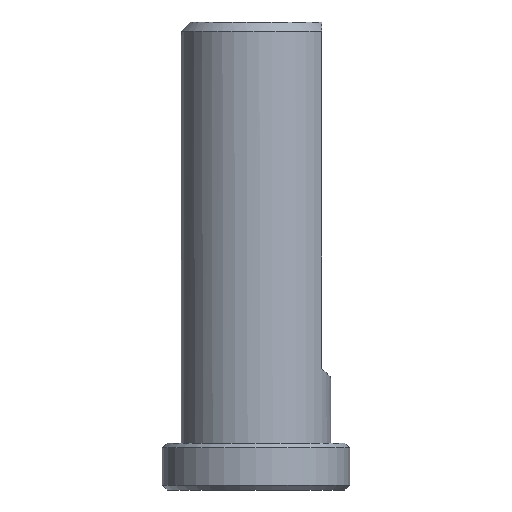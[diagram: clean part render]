
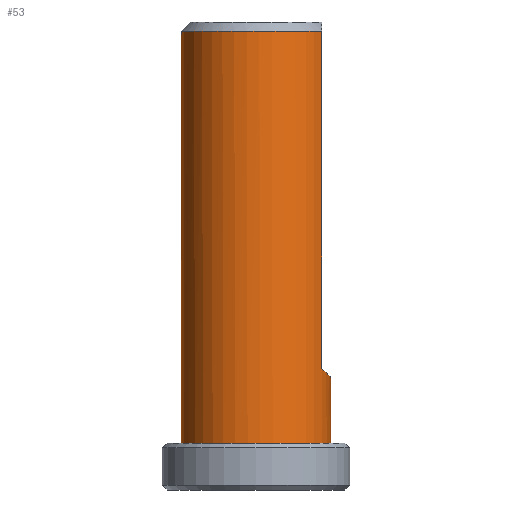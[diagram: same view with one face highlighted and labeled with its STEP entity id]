
A CAD part, left-side view. The second image highlights one B-rep face of the part: STEP entity #53.
In plain terms, the highlighted cylindrical face has radius 8 mm (diameter 16 mm), a full revolution.
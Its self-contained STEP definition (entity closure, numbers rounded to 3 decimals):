
#53=ADVANCED_FACE('',(#83,#84),#69,.T.);
#69=CYLINDRICAL_SURFACE('',#278,8.);
#74=ELLIPSE('',#275,11.314,8.);
#75=ELLIPSE('',#276,11.314,8.);
#76=ELLIPSE('',#277,11.314,8.);
#77=LINE('',#389,#80);
#78=LINE('',#394,#81);
#80=VECTOR('',#315,1.);
#81=VECTOR('',#318,1.);
#83=FACE_BOUND('',#109,.T.);
#84=FACE_BOUND('',#110,.T.);
#109=EDGE_LOOP('',(#138));
#110=EDGE_LOOP('',(#139,#140,#141,#142,#143,#144));
#138=ORIENTED_EDGE('',*,*,#204,.F.);
#139=ORIENTED_EDGE('',*,*,#205,.T.);
#140=ORIENTED_EDGE('',*,*,#206,.T.);
#141=ORIENTED_EDGE('',*,*,#207,.T.);
#142=ORIENTED_EDGE('',*,*,#208,.F.);
#143=ORIENTED_EDGE('',*,*,#209,.F.);
#144=ORIENTED_EDGE('',*,*,#210,.F.);
#184=VERTEX_POINT('',#388);
#185=VERTEX_POINT('',#390);
#186=VERTEX_POINT('',#391);
#187=VERTEX_POINT('',#393);
#188=VERTEX_POINT('',#395);
#189=VERTEX_POINT('',#397);
#190=VERTEX_POINT('',#399);
#204=EDGE_CURVE('',#184,#184,#227,.T.);
#205=EDGE_CURVE('',#185,#186,#77,.T.);
#206=EDGE_CURVE('',#186,#187,#228,.T.);
#207=EDGE_CURVE('',#187,#188,#78,.T.);
#208=EDGE_CURVE('',#189,#188,#74,.T.);
#209=EDGE_CURVE('',#190,#189,#75,.T.);
#210=EDGE_CURVE('',#185,#190,#76,.T.);
#227=CIRCLE('',#273,8.);
#228=CIRCLE('',#274,8.);
#273=AXIS2_PLACEMENT_3D('',#387,#313,#314);
#274=AXIS2_PLACEMENT_3D('',#392,#316,#317);
#275=AXIS2_PLACEMENT_3D('',#396,#319,#320);
#276=AXIS2_PLACEMENT_3D('',#398,#321,#322);
#277=AXIS2_PLACEMENT_3D('',#400,#323,#324);
#278=AXIS2_PLACEMENT_3D('',#401,#325,#326);
#313=DIRECTION('',(0.,0.,-1.));
#314=DIRECTION('',(1.,0.,0.));
#315=DIRECTION('',(0.,0.,1.));
#316=DIRECTION('',(0.,0.,-1.));
#317=DIRECTION('',(1.,0.,0.));
#318=DIRECTION('',(0.,0.,-1.));
#319=DIRECTION('',(0.,-0.707,0.707));
#320=DIRECTION('',(0.,-0.707,-0.707));
#321=DIRECTION('',(0.,-0.707,0.707));
#322=DIRECTION('',(0.,-0.707,-0.707));
#323=DIRECTION('',(0.,-0.707,0.707));
#324=DIRECTION('',(0.,-0.707,-0.707));
#325=DIRECTION('',(0.,0.,-1.));
#326=DIRECTION('',(-1.,0.,0.));
#387=CARTESIAN_POINT('',(0.,0.,0.));
#388=CARTESIAN_POINT('',(8.,0.,0.));
#389=CARTESIAN_POINT('',(-3.877,-6.998,45.));
#390=CARTESIAN_POINT('',(-3.877,-6.998,8.));
#391=CARTESIAN_POINT('',(-3.877,-6.998,44.));
#392=CARTESIAN_POINT('',(0.,0.,44.));
#393=CARTESIAN_POINT('',(3.877,-6.998,44.));
#394=CARTESIAN_POINT('',(3.877,-6.998,45.));
#395=CARTESIAN_POINT('',(3.877,-6.998,8.));
#396=CARTESIAN_POINT('',(0.,0.,14.998));
#397=CARTESIAN_POINT('',(0.181,-7.998,7.));
#398=CARTESIAN_POINT('',(0.,0.,14.998));
#399=CARTESIAN_POINT('',(-0.181,-7.998,7.));
#400=CARTESIAN_POINT('',(0.,0.,14.998));
#401=CARTESIAN_POINT('',(0.,0.,45.));
